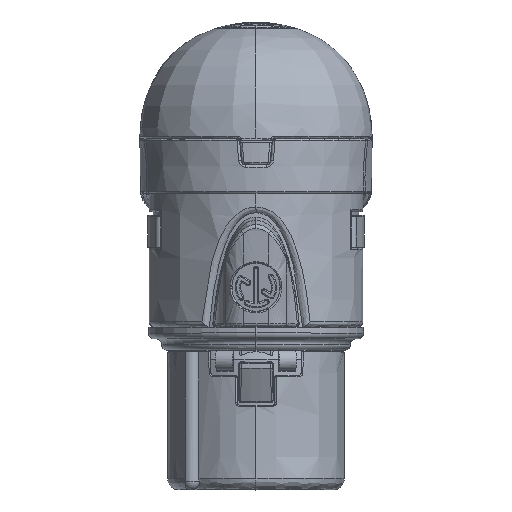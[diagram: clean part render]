
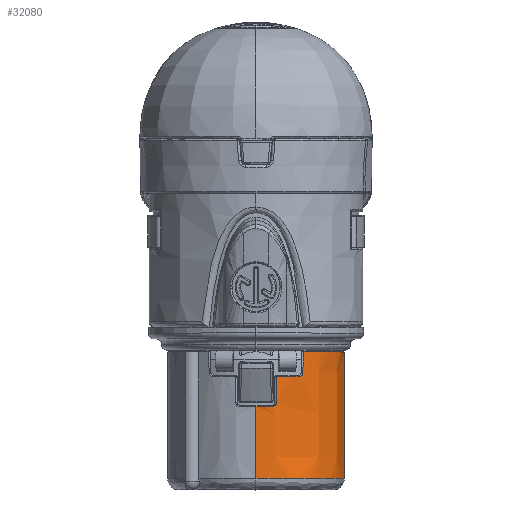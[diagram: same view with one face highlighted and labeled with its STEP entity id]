
A CAD part, top view. The second image highlights one B-rep face of the part: STEP entity #32080.
In plain terms, the highlighted face is a extrusion surface.
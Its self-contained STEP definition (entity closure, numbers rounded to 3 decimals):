
#319=CARTESIAN_POINT('',(3.796,-20.9,6.775));
#320=CARTESIAN_POINT('',(3.832,-20.9,6.754));
#321=CARTESIAN_POINT('',(3.9,-20.888,6.714));
#322=CARTESIAN_POINT('',(3.99,-20.838,6.659));
#323=CARTESIAN_POINT('',(4.053,-20.768,6.619));
#324=CARTESIAN_POINT('',(4.091,-20.689,6.595));
#325=CARTESIAN_POINT('',(4.099,-20.632,6.589));
#326=CARTESIAN_POINT('',(4.1,-20.605,6.588));
#333=CARTESIAN_POINT('',(4.1,-20.605,6.588));
#334=CARTESIAN_POINT('',(4.105,-20.296,6.585));
#335=CARTESIAN_POINT('',(4.116,-19.677,6.578));
#336=CARTESIAN_POINT('',(4.127,-19.059,6.571));
#337=CARTESIAN_POINT('',(4.133,-18.75,6.567));
#365=CARTESIAN_POINT('',(7.74,-29.8,-0.075));
#366=CARTESIAN_POINT('',(7.74,-29.8,0.251));
#367=CARTESIAN_POINT('',(7.7,-29.8,0.861));
#368=CARTESIAN_POINT('',(7.502,-29.8,1.966));
#369=CARTESIAN_POINT('',(7.083,-29.8,3.175));
#370=CARTESIAN_POINT('',(6.377,-29.8,4.423));
#371=CARTESIAN_POINT('',(5.496,-29.8,5.496));
#372=CARTESIAN_POINT('',(4.447,-29.8,6.401));
#373=CARTESIAN_POINT('',(3.222,-29.8,7.129));
#374=CARTESIAN_POINT('',(2.029,-29.8,7.565));
#375=CARTESIAN_POINT('',(0.934,-29.8,7.772));
#376=CARTESIAN_POINT('',(0.326,-29.8,7.815));
#377=CARTESIAN_POINT('',(0.,-29.8,7.815));
#379=DIRECTION('',(0.,-1.,0.));
#380=VECTOR('',#379,6.3);
#381=CARTESIAN_POINT('',(0.,-23.5,7.815));
#382=LINE('',#381,#380);
#420=CARTESIAN_POINT('',(7.74,-18.75,-0.075));
#422=CARTESIAN_POINT('',(7.74,-18.75,-0.075));
#423=CARTESIAN_POINT('',(7.74,-18.75,0.641));
#424=CARTESIAN_POINT('',(7.547,-18.75,1.969));
#425=CARTESIAN_POINT('',(6.837,-18.75,3.734));
#426=CARTESIAN_POINT('',(5.741,-18.75,5.289));
#427=CARTESIAN_POINT('',(4.732,-18.75,6.175));
#428=CARTESIAN_POINT('',(4.133,-18.75,6.567));
#665=CARTESIAN_POINT('',(0.,-23.5,7.815));
#666=CARTESIAN_POINT('',(0.495,-23.5,7.815));
#667=CARTESIAN_POINT('',(0.985,-23.5,7.765));
#668=CARTESIAN_POINT('',(1.47,-23.5,7.666));
#688=CARTESIAN_POINT('',(1.47,-23.5,7.666));
#689=CARTESIAN_POINT('',(1.487,-23.5,7.663));
#690=CARTESIAN_POINT('',(1.522,-23.497,7.655));
#691=CARTESIAN_POINT('',(1.578,-23.482,7.644));
#692=CARTESIAN_POINT('',(1.631,-23.457,7.632));
#693=CARTESIAN_POINT('',(1.678,-23.421,7.621));
#694=CARTESIAN_POINT('',(1.716,-23.379,7.612));
#695=CARTESIAN_POINT('',(1.744,-23.333,7.605));
#696=CARTESIAN_POINT('',(1.762,-23.286,7.601));
#697=CARTESIAN_POINT('',(1.772,-23.241,7.598));
#698=CARTESIAN_POINT('',(1.774,-23.213,7.598));
#699=CARTESIAN_POINT('',(1.774,-23.2,7.598));
#710=DIRECTION('',(0.,1.,0.));
#711=VECTOR('',#710,2.2);
#712=CARTESIAN_POINT('',(1.774,-23.2,7.598));
#713=LINE('',#712,#711);
#729=CARTESIAN_POINT('',(1.774,-21.,7.598));
#730=CARTESIAN_POINT('',(1.774,-20.994,7.598));
#731=CARTESIAN_POINT('',(1.775,-20.98,7.597));
#732=CARTESIAN_POINT('',(1.782,-20.958,7.596));
#733=CARTESIAN_POINT('',(1.796,-20.936,7.592));
#734=CARTESIAN_POINT('',(1.817,-20.916,7.587));
#735=CARTESIAN_POINT('',(1.845,-20.903,7.58));
#736=CARTESIAN_POINT('',(1.865,-20.9,7.575));
#737=CARTESIAN_POINT('',(1.875,-20.9,7.572));
#753=CARTESIAN_POINT('',(1.875,-20.9,7.572));
#754=CARTESIAN_POINT('',(2.552,-20.9,7.395));
#755=CARTESIAN_POINT('',(3.192,-20.9,7.128));
#756=CARTESIAN_POINT('',(3.796,-20.9,6.775));
#973=CARTESIAN_POINT('',(7.74,-29.8,-0.075));
#975=DIRECTION('',(0.,-1.,0.));
#976=VECTOR('',#975,11.05);
#977=CARTESIAN_POINT('',(7.74,-18.75,-0.075));
#978=LINE('',#977,#976);
#27559=VERTEX_POINT('',#420);
#27827=VERTEX_POINT('',#973);
#27829=VERTEX_POINT('',#377);
#27837=VERTEX_POINT('',#333);
#27838=VERTEX_POINT('',#337);
#27843=VERTEX_POINT('',#319);
#27845=VERTEX_POINT('',#753);
#27847=VERTEX_POINT('',#729);
#27850=CARTESIAN_POINT('',(1.774,-23.2,7.598));
#27851=VERTEX_POINT('',#27850);
#27853=VERTEX_POINT('',#688);
#27855=VERTEX_POINT('',#665);
#32045=CARTESIAN_POINT('',(7.74,-16.6,-0.075));
#32046=CARTESIAN_POINT('',(7.74,-16.6,0.576));
#32047=CARTESIAN_POINT('',(7.585,-16.6,1.723));
#32048=CARTESIAN_POINT('',(6.915,-16.6,3.659));
#32049=CARTESIAN_POINT('',(5.575,-16.6,5.575));
#32050=CARTESIAN_POINT('',(3.699,-16.6,6.955));
#32051=CARTESIAN_POINT('',(1.79,-16.6,7.651));
#32052=CARTESIAN_POINT('',(0.651,-16.6,7.815));
#32053=CARTESIAN_POINT('',(0.,-16.6,7.815));
#32055=DIRECTION('',(0.,-1.,0.));
#32056=VECTOR('',#32055,1.);
#32057=SURFACE_OF_LINEAR_EXTRUSION('',#32054,#32056);
#32058=ORIENTED_EDGE('',*,*,#32034,.T.);
#32060=ORIENTED_EDGE('',*,*,#32059,.F.);
#32062=ORIENTED_EDGE('',*,*,#32061,.T.);
#32064=ORIENTED_EDGE('',*,*,#32063,.T.);
#32066=ORIENTED_EDGE('',*,*,#32065,.F.);
#32068=ORIENTED_EDGE('',*,*,#32067,.T.);
#32070=ORIENTED_EDGE('',*,*,#32069,.T.);
#32072=ORIENTED_EDGE('',*,*,#32071,.T.);
#32074=ORIENTED_EDGE('',*,*,#32073,.T.);
#32076=ORIENTED_EDGE('',*,*,#32075,.T.);
#32077=ORIENTED_EDGE('',*,*,#32010,.T.);
#32078=EDGE_LOOP('',(#32058,#32060,#32062,#32064,#32066,#32068,#32070,#32072,
#32074,#32076,#32077));
#32079=FACE_OUTER_BOUND('',#32078,.F.);
#32080=ADVANCED_FACE('',(#32079),#32057,.T.);
#327=B_SPLINE_CURVE_WITH_KNOTS('',3,(#319,#320,#321,#322,#323,#324,#325,#326),
.UNSPECIFIED.,.F.,.F.,(4,1,1,1,1,4),(0.,0.2,0.4,0.6,0.8,1.),
.UNSPECIFIED.);
#338=B_SPLINE_CURVE_WITH_KNOTS('',3,(#333,#334,#335,#336,#337),.UNSPECIFIED.,
.F.,.F.,(4,1,4),(0.,0.5,1.),.UNSPECIFIED.);
#378=B_SPLINE_CURVE_WITH_KNOTS('',3,(#365,#366,#367,#368,#369,#370,#371,#372,
#373,#374,#375,#376,#377),.UNSPECIFIED.,.F.,.F.,(4,1,1,1,1,1,1,1,1,1,4),(0.,
0.063,0.125,0.25,0.375,0.5,0.625,0.75,0.875,0.938,1.),
.UNSPECIFIED.);
#429=B_SPLINE_CURVE_WITH_KNOTS('',3,(#422,#423,#424,#425,#426,#427,#428),
.UNSPECIFIED.,.F.,.F.,(4,1,1,1,4),(0.,0.25,0.5,0.75,1.),
.UNSPECIFIED.);
#669=B_SPLINE_CURVE_WITH_KNOTS('',3,(#665,#666,#667,#668),.UNSPECIFIED.,.F.,.F.,
(4,4),(0.,1.),.UNSPECIFIED.);
#700=B_SPLINE_CURVE_WITH_KNOTS('',3,(#688,#689,#690,#691,#692,#693,#694,#695,
#696,#697,#698,#699),.UNSPECIFIED.,.F.,.F.,(4,1,1,1,1,1,1,1,1,4),(0.,
0.111,0.222,0.333,0.444,
0.556,0.667,0.778,0.889,1.),
.UNSPECIFIED.);
#738=B_SPLINE_CURVE_WITH_KNOTS('',3,(#729,#730,#731,#732,#733,#734,#735,#736,
#737),.UNSPECIFIED.,.F.,.F.,(4,1,1,1,1,1,4),(0.,0.167,
0.333,0.5,0.667,0.833,1.),
.UNSPECIFIED.);
#757=B_SPLINE_CURVE_WITH_KNOTS('',3,(#753,#754,#755,#756),.UNSPECIFIED.,.F.,.F.,
(4,4),(0.,1.),.UNSPECIFIED.);
#32010=EDGE_CURVE('',#27843,#27837,#327,.T.);
#32034=EDGE_CURVE('',#27837,#27838,#338,.T.);
#32054=B_SPLINE_CURVE_WITH_KNOTS('',3,(#32045,#32046,#32047,#32048,#32049,
#32050,#32051,#32052,#32053),.UNSPECIFIED.,.F.,.F.,(4,1,1,1,1,1,4),(0.,
0.125,0.25,0.5,0.75,0.875,1.),.UNSPECIFIED.);
#32059=EDGE_CURVE('',#27559,#27838,#429,.T.);
#32061=EDGE_CURVE('',#27559,#27827,#978,.T.);
#32063=EDGE_CURVE('',#27827,#27829,#378,.T.);
#32065=EDGE_CURVE('',#27855,#27829,#382,.T.);
#32067=EDGE_CURVE('',#27855,#27853,#669,.T.);
#32069=EDGE_CURVE('',#27853,#27851,#700,.T.);
#32071=EDGE_CURVE('',#27851,#27847,#713,.T.);
#32073=EDGE_CURVE('',#27847,#27845,#738,.T.);
#32075=EDGE_CURVE('',#27845,#27843,#757,.T.);
